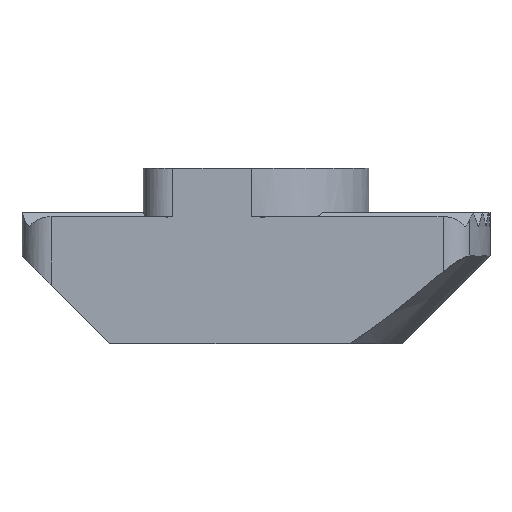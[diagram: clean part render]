
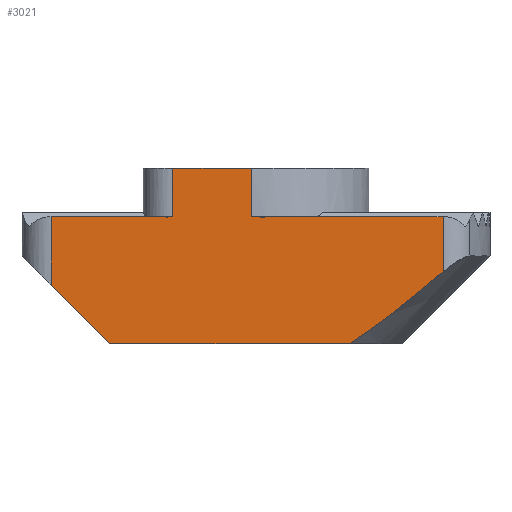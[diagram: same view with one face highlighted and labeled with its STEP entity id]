
A CAD part, left-side view. The second image highlights one B-rep face of the part: STEP entity #3021.
In plain terms, the highlighted planar face has unit normal (-1, 0, 0).
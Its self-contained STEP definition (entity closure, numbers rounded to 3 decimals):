
#1576=HYPERBOLA('',#2838,3.85,3.85);
#1828=ORIENTED_EDGE('',*,*,#2277,.T.);
#1829=ORIENTED_EDGE('',*,*,#2287,.F.);
#1830=ORIENTED_EDGE('',*,*,#2350,.F.);
#1831=ORIENTED_EDGE('',*,*,#2346,.F.);
#1832=ORIENTED_EDGE('',*,*,#2345,.F.);
#1833=ORIENTED_EDGE('',*,*,#2234,.F.);
#1834=ORIENTED_EDGE('',*,*,#2245,.F.);
#1835=ORIENTED_EDGE('',*,*,#2351,.T.);
#1836=ORIENTED_EDGE('',*,*,#2352,.F.);
#1837=ORIENTED_EDGE('',*,*,#2353,.T.);
#1951=VECTOR('',#2507,1.);
#1978=VECTOR('',#2580,1.);
#1981=VECTOR('',#2599,1.);
#2012=VECTOR('',#2720,1.);
#2013=VECTOR('',#2723,1.);
#2015=VECTOR('',#2731,1.);
#2016=VECTOR('',#2732,1.);
#2017=VECTOR('',#2733,1.);
#2018=VECTOR('',#2734,1.);
#2041=LINE('',#3056,#1951);
#2068=LINE('',#3176,#1978);
#2071=LINE('',#3195,#1981);
#2102=LINE('',#3342,#2012);
#2103=LINE('',#3345,#2013);
#2105=LINE('',#3351,#2015);
#2106=LINE('',#3353,#2016);
#2107=LINE('',#3355,#2017);
#2108=LINE('',#3356,#2018);
#2132=VERTEX_POINT('',#3053);
#2133=VERTEX_POINT('',#3055);
#2141=VERTEX_POINT('',#3075);
#2167=VERTEX_POINT('',#3172);
#2169=VERTEX_POINT('',#3175);
#2177=VERTEX_POINT('',#3193);
#2213=VERTEX_POINT('',#3338);
#2215=VERTEX_POINT('',#3344);
#2217=VERTEX_POINT('',#3352);
#2218=VERTEX_POINT('',#3354);
#2234=EDGE_CURVE('',#2132,#2133,#2041,.T.);
#2245=EDGE_CURVE('',#2141,#2132,#1576,.T.);
#2277=EDGE_CURVE('',#2169,#2167,#2068,.T.);
#2287=EDGE_CURVE('',#2177,#2167,#2071,.T.);
#2345=EDGE_CURVE('',#2133,#2213,#2102,.T.);
#2346=EDGE_CURVE('',#2213,#2215,#2103,.T.);
#2350=EDGE_CURVE('',#2215,#2177,#2105,.T.);
#2351=EDGE_CURVE('',#2141,#2217,#2106,.T.);
#2352=EDGE_CURVE('',#2218,#2217,#2107,.T.);
#2353=EDGE_CURVE('',#2218,#2169,#2108,.T.);
#2418=EDGE_LOOP('',(#1828,#1829,#1830,#1831,#1832,#1833,#1834,#1835,#1836,
#1837));
#2476=FACE_BOUND('',#2418,.T.);
#2507=DIRECTION('',(0.,8.19,0.));
#2525=DIRECTION('',(-1.,0.,0.));
#2526=DIRECTION('',(0.,0.,1.));
#2580=DIRECTION('',(0.,2.7,0.));
#2599=DIRECTION('',(0.,0.,1.65));
#2720=DIRECTION('',(0.,2.,2.));
#2723=DIRECTION('',(0.,0.,2.35));
#2729=DIRECTION('',(-1.,0.,0.));
#2730=DIRECTION('',(0.,1.,0.));
#2731=DIRECTION('',(0.,-4.15,0.));
#2732=DIRECTION('',(0.,0.,1.887));
#2733=DIRECTION('',(0.,-6.544,0.));
#2734=DIRECTION('',(0.,0.,1.65));
#2838=AXIS2_PLACEMENT_3D('',#3110,#2525,#2526);
#2911=AXIS2_PLACEMENT_3D('',#3350,#2729,#2730);
#2970=PLANE('',#2911);
#3021=ADVANCED_FACE('',(#2476),#2970,.T.);
#3053=CARTESIAN_POINT('',(-3.85,-3.19,0.));
#3055=CARTESIAN_POINT('',(-3.85,5.,0.));
#3056=CARTESIAN_POINT('',(-3.85,-3.19,0.));
#3075=CARTESIAN_POINT('',(-3.85,-6.394,2.463));
#3110=CARTESIAN_POINT('',(-3.85,0.,-5.));
#3172=CARTESIAN_POINT('',(-3.85,2.85,6.));
#3175=CARTESIAN_POINT('',(-3.85,0.15,6.));
#3176=CARTESIAN_POINT('',(-3.85,0.15,6.));
#3193=CARTESIAN_POINT('',(-3.85,2.85,4.35));
#3195=CARTESIAN_POINT('',(-3.85,2.85,4.35));
#3338=CARTESIAN_POINT('',(-3.85,7.,2.));
#3342=CARTESIAN_POINT('',(-3.85,5.,0.));
#3344=CARTESIAN_POINT('',(-3.85,7.,4.35));
#3345=CARTESIAN_POINT('',(-3.85,7.,2.));
#3350=CARTESIAN_POINT('',(-3.85,0.15,6.));
#3351=CARTESIAN_POINT('',(-3.85,7.,4.35));
#3352=CARTESIAN_POINT('',(-3.85,-6.394,4.35));
#3353=CARTESIAN_POINT('',(-3.85,-6.394,2.463));
#3354=CARTESIAN_POINT('',(-3.85,0.15,4.35));
#3355=CARTESIAN_POINT('',(-3.85,0.15,4.35));
#3356=CARTESIAN_POINT('',(-3.85,0.15,4.35));
